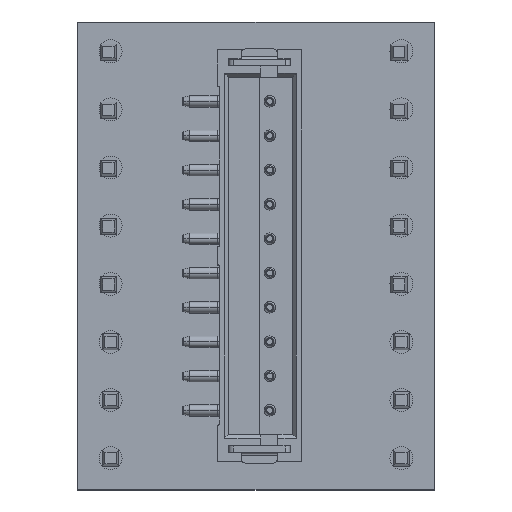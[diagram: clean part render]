
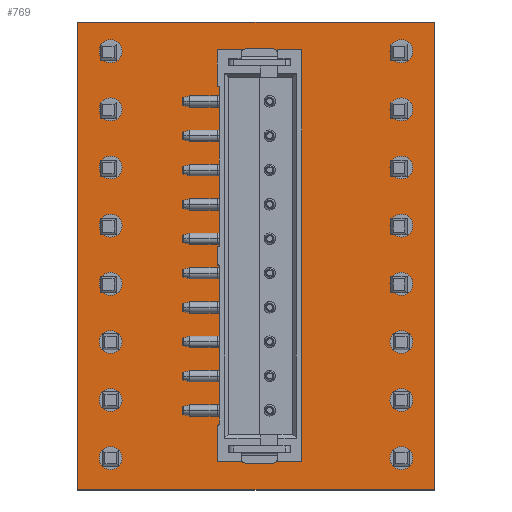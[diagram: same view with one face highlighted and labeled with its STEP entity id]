
A CAD part, top view. The second image highlights one B-rep face of the part: STEP entity #769.
In plain terms, the highlighted planar face has unit normal (0, 0, 1).
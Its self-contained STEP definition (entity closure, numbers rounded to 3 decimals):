
#64 = VERTEX_POINT('',#65);
#65 = CARTESIAN_POINT('',(50.597,26.67,0.411));
#71 = EDGE_CURVE('',#64,#72,#74,.T.);
#72 = VERTEX_POINT('',#73);
#73 = CARTESIAN_POINT('',(50.597,47.117,0.411));
#74 = LINE('',#75,#76);
#75 = CARTESIAN_POINT('',(50.597,26.67,0.411));
#76 = VECTOR('',#77,1.);
#77 = DIRECTION('',(0.,1.,0.));
#102 = EDGE_CURVE('',#72,#103,#105,.T.);
#103 = VERTEX_POINT('',#104);
#104 = CARTESIAN_POINT('',(66.192,47.117,0.411));
#105 = LINE('',#106,#107);
#106 = CARTESIAN_POINT('',(50.597,47.117,0.411));
#107 = VECTOR('',#108,1.);
#108 = DIRECTION('',(1.,0.,0.));
#133 = EDGE_CURVE('',#103,#134,#136,.T.);
#134 = VERTEX_POINT('',#135);
#135 = CARTESIAN_POINT('',(66.192,26.67,0.411));
#136 = LINE('',#137,#138);
#137 = CARTESIAN_POINT('',(66.192,47.117,0.411));
#138 = VECTOR('',#139,1.);
#139 = DIRECTION('',(0.,-1.,0.));
#164 = EDGE_CURVE('',#134,#64,#165,.T.);
#165 = LINE('',#166,#167);
#166 = CARTESIAN_POINT('',(66.192,26.67,0.411));
#167 = VECTOR('',#168,1.);
#168 = DIRECTION('',(-1.,0.,0.));
#188 = VERTEX_POINT('',#189);
#189 = CARTESIAN_POINT('',(52.545,33.139,0.411));
#195 = EDGE_CURVE('',#188,#188,#196,.T.);
#196 = CIRCLE('',#197,0.5);
#197 = AXIS2_PLACEMENT_3D('',#198,#199,#200);
#198 = CARTESIAN_POINT('',(52.045,33.139,0.411));
#199 = DIRECTION('',(0.,0.,1.));
#200 = DIRECTION('',(1.,0.,0.));
#221 = VERTEX_POINT('',#222);
#222 = CARTESIAN_POINT('',(52.545,35.679,0.411));
#228 = EDGE_CURVE('',#221,#221,#229,.T.);
#229 = CIRCLE('',#230,0.5);
#230 = AXIS2_PLACEMENT_3D('',#231,#232,#233);
#231 = CARTESIAN_POINT('',(52.045,35.679,0.411));
#232 = DIRECTION('',(0.,0.,1.));
#233 = DIRECTION('',(1.,0.,0.));
#254 = VERTEX_POINT('',#255);
#255 = CARTESIAN_POINT('',(52.545,28.059,0.411));
#261 = EDGE_CURVE('',#254,#254,#262,.T.);
#262 = CIRCLE('',#263,0.5);
#263 = AXIS2_PLACEMENT_3D('',#264,#265,#266);
#264 = CARTESIAN_POINT('',(52.045,28.059,0.411));
#265 = DIRECTION('',(0.,0.,1.));
#266 = DIRECTION('',(1.,0.,0.));
#287 = VERTEX_POINT('',#288);
#288 = CARTESIAN_POINT('',(52.545,30.599,0.411));
#294 = EDGE_CURVE('',#287,#287,#295,.T.);
#295 = CIRCLE('',#296,0.5);
#296 = AXIS2_PLACEMENT_3D('',#297,#298,#299);
#297 = CARTESIAN_POINT('',(52.045,30.599,0.411));
#298 = DIRECTION('',(0.,0.,1.));
#299 = DIRECTION('',(1.,0.,0.));
#320 = VERTEX_POINT('',#321);
#321 = CARTESIAN_POINT('',(52.545,43.299,0.411));
#327 = EDGE_CURVE('',#320,#320,#328,.T.);
#328 = CIRCLE('',#329,0.5);
#329 = AXIS2_PLACEMENT_3D('',#330,#331,#332);
#330 = CARTESIAN_POINT('',(52.045,43.299,0.411));
#331 = DIRECTION('',(0.,0.,1.));
#332 = DIRECTION('',(1.,0.,0.));
#353 = VERTEX_POINT('',#354);
#354 = CARTESIAN_POINT('',(52.545,45.839,0.411));
#360 = EDGE_CURVE('',#353,#353,#361,.T.);
#361 = CIRCLE('',#362,0.5);
#362 = AXIS2_PLACEMENT_3D('',#363,#364,#365);
#363 = CARTESIAN_POINT('',(52.045,45.839,0.411));
#364 = DIRECTION('',(0.,0.,1.));
#365 = DIRECTION('',(1.,0.,0.));
#386 = VERTEX_POINT('',#387);
#387 = CARTESIAN_POINT('',(52.545,38.219,0.411));
#393 = EDGE_CURVE('',#386,#386,#394,.T.);
#394 = CIRCLE('',#395,0.5);
#395 = AXIS2_PLACEMENT_3D('',#396,#397,#398);
#396 = CARTESIAN_POINT('',(52.045,38.219,0.411));
#397 = DIRECTION('',(0.,0.,1.));
#398 = DIRECTION('',(1.,0.,0.));
#419 = VERTEX_POINT('',#420);
#420 = CARTESIAN_POINT('',(52.545,40.759,0.411));
#426 = EDGE_CURVE('',#419,#419,#427,.T.);
#427 = CIRCLE('',#428,0.5);
#428 = AXIS2_PLACEMENT_3D('',#429,#430,#431);
#429 = CARTESIAN_POINT('',(52.045,40.759,0.411));
#430 = DIRECTION('',(0.,0.,1.));
#431 = DIRECTION('',(1.,0.,0.));
#452 = VERTEX_POINT('',#453);
#453 = CARTESIAN_POINT('',(65.245,33.139,0.411));
#459 = EDGE_CURVE('',#452,#452,#460,.T.);
#460 = CIRCLE('',#461,0.5);
#461 = AXIS2_PLACEMENT_3D('',#462,#463,#464);
#462 = CARTESIAN_POINT('',(64.745,33.139,0.411));
#463 = DIRECTION('',(0.,0.,1.));
#464 = DIRECTION('',(1.,0.,0.));
#485 = VERTEX_POINT('',#486);
#486 = CARTESIAN_POINT('',(65.245,35.679,0.411));
#492 = EDGE_CURVE('',#485,#485,#493,.T.);
#493 = CIRCLE('',#494,0.5);
#494 = AXIS2_PLACEMENT_3D('',#495,#496,#497);
#495 = CARTESIAN_POINT('',(64.745,35.679,0.411));
#496 = DIRECTION('',(0.,0.,1.));
#497 = DIRECTION('',(1.,0.,0.));
#518 = VERTEX_POINT('',#519);
#519 = CARTESIAN_POINT('',(65.245,28.059,0.411));
#525 = EDGE_CURVE('',#518,#518,#526,.T.);
#526 = CIRCLE('',#527,0.5);
#527 = AXIS2_PLACEMENT_3D('',#528,#529,#530);
#528 = CARTESIAN_POINT('',(64.745,28.059,0.411));
#529 = DIRECTION('',(0.,0.,1.));
#530 = DIRECTION('',(1.,0.,0.));
#551 = VERTEX_POINT('',#552);
#552 = CARTESIAN_POINT('',(65.245,30.599,0.411));
#558 = EDGE_CURVE('',#551,#551,#559,.T.);
#559 = CIRCLE('',#560,0.5);
#560 = AXIS2_PLACEMENT_3D('',#561,#562,#563);
#561 = CARTESIAN_POINT('',(64.745,30.599,0.411));
#562 = DIRECTION('',(0.,0.,1.));
#563 = DIRECTION('',(1.,0.,0.));
#584 = VERTEX_POINT('',#585);
#585 = CARTESIAN_POINT('',(65.245,43.299,0.411));
#591 = EDGE_CURVE('',#584,#584,#592,.T.);
#592 = CIRCLE('',#593,0.5);
#593 = AXIS2_PLACEMENT_3D('',#594,#595,#596);
#594 = CARTESIAN_POINT('',(64.745,43.299,0.411));
#595 = DIRECTION('',(0.,0.,1.));
#596 = DIRECTION('',(1.,0.,0.));
#617 = VERTEX_POINT('',#618);
#618 = CARTESIAN_POINT('',(65.245,45.839,0.411));
#624 = EDGE_CURVE('',#617,#617,#625,.T.);
#625 = CIRCLE('',#626,0.5);
#626 = AXIS2_PLACEMENT_3D('',#627,#628,#629);
#627 = CARTESIAN_POINT('',(64.745,45.839,0.411));
#628 = DIRECTION('',(0.,0.,1.));
#629 = DIRECTION('',(1.,0.,0.));
#650 = VERTEX_POINT('',#651);
#651 = CARTESIAN_POINT('',(65.245,38.219,0.411));
#657 = EDGE_CURVE('',#650,#650,#658,.T.);
#658 = CIRCLE('',#659,0.5);
#659 = AXIS2_PLACEMENT_3D('',#660,#661,#662);
#660 = CARTESIAN_POINT('',(64.745,38.219,0.411));
#661 = DIRECTION('',(0.,0.,1.));
#662 = DIRECTION('',(1.,0.,0.));
#683 = VERTEX_POINT('',#684);
#684 = CARTESIAN_POINT('',(65.245,40.759,0.411));
#690 = EDGE_CURVE('',#683,#683,#691,.T.);
#691 = CIRCLE('',#692,0.5);
#692 = AXIS2_PLACEMENT_3D('',#693,#694,#695);
#693 = CARTESIAN_POINT('',(64.745,40.759,0.411));
#694 = DIRECTION('',(0.,0.,1.));
#695 = DIRECTION('',(1.,0.,0.));
#769 = ADVANCED_FACE('',(#770,#776,#779,#782,#785,#788,#791,#794,#797,
    #800,#803,#806,#809,#812,#815,#818,#821),#824,.T.);
#770 = FACE_BOUND('',#771,.F.);
#771 = EDGE_LOOP('',(#772,#773,#774,#775));
#772 = ORIENTED_EDGE('',*,*,#71,.T.);
#773 = ORIENTED_EDGE('',*,*,#102,.T.);
#774 = ORIENTED_EDGE('',*,*,#133,.T.);
#775 = ORIENTED_EDGE('',*,*,#164,.T.);
#776 = FACE_BOUND('',#777,.T.);
#777 = EDGE_LOOP('',(#778));
#778 = ORIENTED_EDGE('',*,*,#195,.F.);
#779 = FACE_BOUND('',#780,.T.);
#780 = EDGE_LOOP('',(#781));
#781 = ORIENTED_EDGE('',*,*,#228,.F.);
#782 = FACE_BOUND('',#783,.T.);
#783 = EDGE_LOOP('',(#784));
#784 = ORIENTED_EDGE('',*,*,#261,.F.);
#785 = FACE_BOUND('',#786,.T.);
#786 = EDGE_LOOP('',(#787));
#787 = ORIENTED_EDGE('',*,*,#294,.F.);
#788 = FACE_BOUND('',#789,.T.);
#789 = EDGE_LOOP('',(#790));
#790 = ORIENTED_EDGE('',*,*,#327,.F.);
#791 = FACE_BOUND('',#792,.T.);
#792 = EDGE_LOOP('',(#793));
#793 = ORIENTED_EDGE('',*,*,#360,.F.);
#794 = FACE_BOUND('',#795,.T.);
#795 = EDGE_LOOP('',(#796));
#796 = ORIENTED_EDGE('',*,*,#393,.F.);
#797 = FACE_BOUND('',#798,.T.);
#798 = EDGE_LOOP('',(#799));
#799 = ORIENTED_EDGE('',*,*,#426,.F.);
#800 = FACE_BOUND('',#801,.T.);
#801 = EDGE_LOOP('',(#802));
#802 = ORIENTED_EDGE('',*,*,#459,.F.);
#803 = FACE_BOUND('',#804,.T.);
#804 = EDGE_LOOP('',(#805));
#805 = ORIENTED_EDGE('',*,*,#492,.F.);
#806 = FACE_BOUND('',#807,.T.);
#807 = EDGE_LOOP('',(#808));
#808 = ORIENTED_EDGE('',*,*,#525,.F.);
#809 = FACE_BOUND('',#810,.T.);
#810 = EDGE_LOOP('',(#811));
#811 = ORIENTED_EDGE('',*,*,#558,.F.);
#812 = FACE_BOUND('',#813,.T.);
#813 = EDGE_LOOP('',(#814));
#814 = ORIENTED_EDGE('',*,*,#591,.F.);
#815 = FACE_BOUND('',#816,.T.);
#816 = EDGE_LOOP('',(#817));
#817 = ORIENTED_EDGE('',*,*,#624,.F.);
#818 = FACE_BOUND('',#819,.T.);
#819 = EDGE_LOOP('',(#820));
#820 = ORIENTED_EDGE('',*,*,#657,.F.);
#821 = FACE_BOUND('',#822,.T.);
#822 = EDGE_LOOP('',(#823));
#823 = ORIENTED_EDGE('',*,*,#690,.F.);
#824 = PLANE('',#825);
#825 = AXIS2_PLACEMENT_3D('',#826,#827,#828);
#826 = CARTESIAN_POINT('',(50.597,26.67,0.411));
#827 = DIRECTION('',(0.,0.,1.));
#828 = DIRECTION('',(1.,0.,0.));
